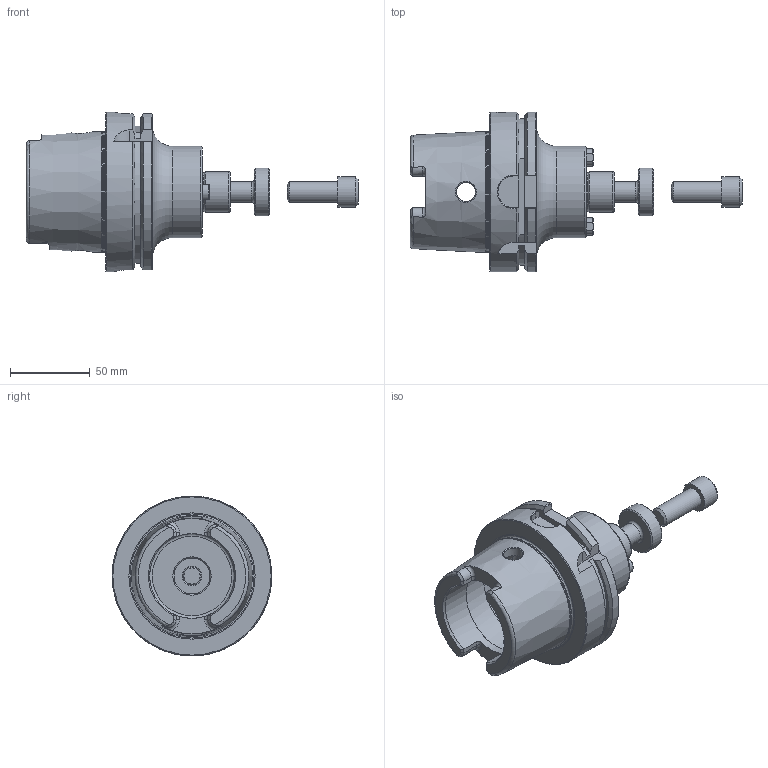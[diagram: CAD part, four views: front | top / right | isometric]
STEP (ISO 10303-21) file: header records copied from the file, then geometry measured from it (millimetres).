
FILE_DESCRIPTION((''),'2;1');
FILE_NAME('H100-10SM2.stp','2014-08-06T16:55:02',('kaykin'),(''),'Autodesk Inventor 2012','Autodesk Inventor 2012','');
FILE_SCHEMA(('AUTOMOTIVE_DESIGN { 1 0 10303 214 1 1 1 1 }'));
Length unit declared in the file: inch
Products named in the file (5): H100-10SM2; 10KY; 10LS; 028-188
Assembly tree (5 placements, depth 2):
  H100-10SM2
    H100-10SM2
    10KY  x2
    10LS
    028-188
Bounding box: 207.74 x 100 x 100 mm (x, y, z)
Volume: 359462.4 mm3; surface area: 66313.6 mm2
Topology: 5 solids, 5 shells, 212 faces, 505 edges, 318 vertices
Faces by surface type: plane 79, cylinder 55, cone 50, torus 17, bspline 11
Full cylindrical faces by diameter (mm): 3.048 x2, 7.925 x1, 8.636 x2, 9.347 x2, 9.512 x2, 9.652 x2, 10 x1, 11.328 x1, 12 x3, 12.7 x2, 13.716 x1, 18.872 x1, 22.377 x1, 23.866 x1, 25.016 x1, 25.39 x1, 29.972 x1, 53 x2, 57.15 x1, 63 x1, 75.364 x1, 100 x1
Entity records: 6213 total; most frequent: CARTESIAN_POINT 1944, DIRECTION 817, ORIENTED_EDGE 766, EDGE_CURVE 383, AXIS2_PLACEMENT_3D 345, EDGE_LOOP 279, VERTEX_POINT 274, FACE_OUTER_BOUND 194
